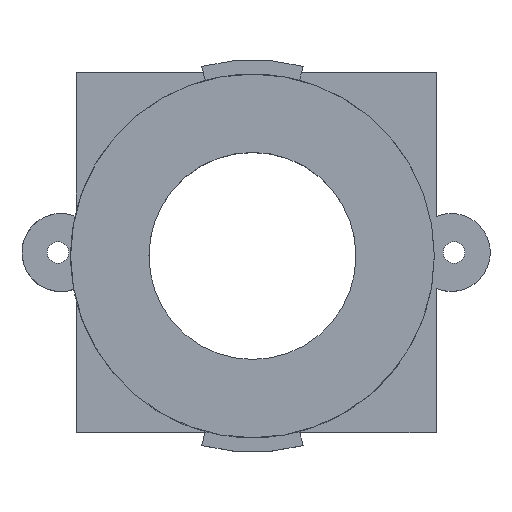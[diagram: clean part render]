
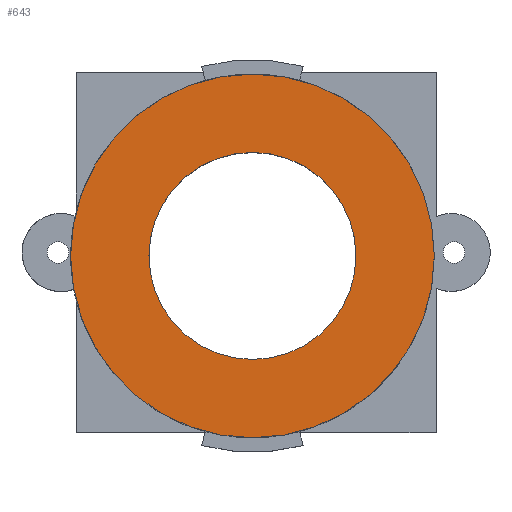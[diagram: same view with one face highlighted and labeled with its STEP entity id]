
A CAD part, top view. The second image highlights one B-rep face of the part: STEP entity #643.
In plain terms, the highlighted planar face has unit normal (0, 0, 1).
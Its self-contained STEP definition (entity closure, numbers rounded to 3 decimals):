
#147=FACE_BOUND('',#231,.T.);
#184=FACE_OUTER_BOUND('',#230,.T.);
#230=EDGE_LOOP('',(#577));
#231=EDGE_LOOP('',(#578));
#252=CIRCLE('',#703,5.75);
#261=CIRCLE('',#723,10.1);
#300=VERTEX_POINT('',#1041);
#317=VERTEX_POINT('',#1095);
#377=EDGE_CURVE('',#300,#300,#252,.T.);
#403=EDGE_CURVE('',#317,#317,#261,.T.);
#577=ORIENTED_EDGE('',*,*,#403,.T.);
#578=ORIENTED_EDGE('',*,*,#377,.T.);
#606=PLANE('',#724);
#643=ADVANCED_FACE('',(#184,#147),#606,.T.);
#703=AXIS2_PLACEMENT_3D('',#1042,#856,#857);
#723=AXIS2_PLACEMENT_3D('',#1096,#913,#914);
#724=AXIS2_PLACEMENT_3D('',#1098,#916,#917);
#856=DIRECTION('center_axis',(0.,0.,-1.));
#857=DIRECTION('ref_axis',(1.,0.,0.));
#913=DIRECTION('center_axis',(0.,0.,1.));
#914=DIRECTION('ref_axis',(-1.,0.,0.));
#916=DIRECTION('center_axis',(0.,0.,1.));
#917=DIRECTION('ref_axis',(-1.,0.,0.));
#1041=CARTESIAN_POINT('',(-5.75,0.,9.));
#1042=CARTESIAN_POINT('Origin',(0.,0.,9.));
#1095=CARTESIAN_POINT('',(10.1,0.,9.));
#1096=CARTESIAN_POINT('Origin',(0.,0.,9.));
#1098=CARTESIAN_POINT('Origin',(0.,0.,9.));
